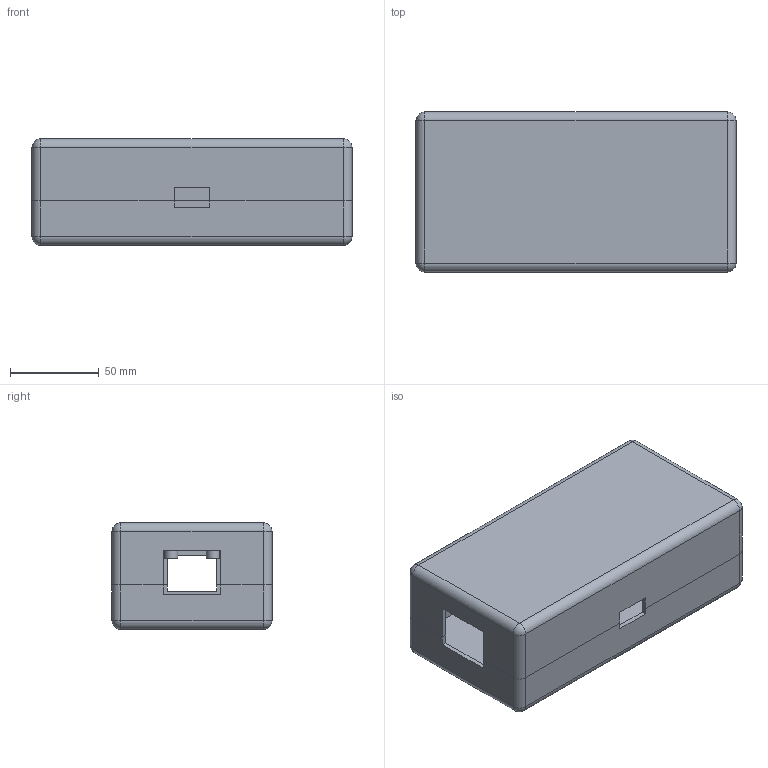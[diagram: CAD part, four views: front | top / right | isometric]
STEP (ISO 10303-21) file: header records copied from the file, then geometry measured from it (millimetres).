
FILE_DESCRIPTION(/* description */ ('STEP AP242','CAx-IF Rec.Pracs.---Representation and Presentation of Product Manufacturing Information (PMI)---4.0---2014-10-13','CAx-IF Rec.Pracs.---3D Tessellated Geometry---0.4---2014-09-14','2;1'),/* implementation_level */ '2;1');
FILE_NAME(/* name */ '628b89563a27bf32dc20b01d',/* time_stamp */ '2022-05-23T13:17:11+00:00',/* author */ (''),/* organization */ (''),/* preprocessor_version */ 'ST-DEVELOPER v18.102',/* originating_system */ ' ',/* authorisation */ ' ');
FILE_SCHEMA (('AP242_MANAGED_MODEL_BASED_3D_ENGINEERING_MIM_LF { 1 0 10303 442 1 1 4 }'));
Length unit declared in the file: metre
Products named in the file (2): Part 2; Part 1
Bounding box: 180 x 90 x 60 mm (x, y, z)
Volume: 261680.9 mm3; surface area: 118168 mm2
Topology: 2 solids, 2 shells, 124 faces, 319 edges, 202 vertices
Faces by surface type: plane 72, cylinder 44, sphere 8
Full cylindrical faces by diameter (mm): 2.5 x12, 7.5 x4
Entity records: 3696 total; most frequent: CARTESIAN_POINT 654, DIRECTION 632, ORIENTED_EDGE 592, EDGE_CURVE 296, AXIS2_PLACEMENT_3D 218, VERTEX_POINT 200, LINE 196, VECTOR 196
